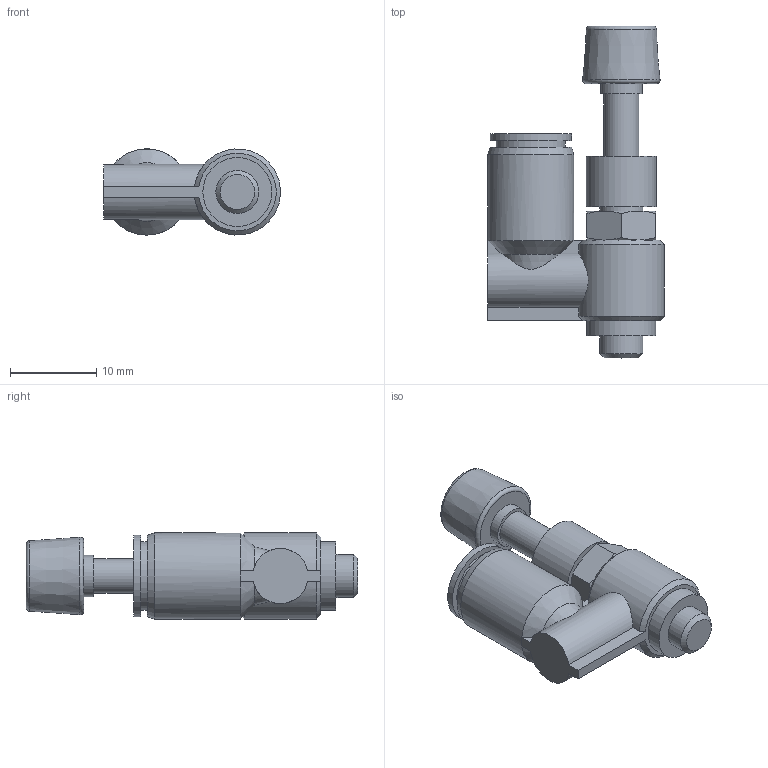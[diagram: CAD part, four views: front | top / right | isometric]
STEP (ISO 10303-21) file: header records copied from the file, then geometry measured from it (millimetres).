
FILE_DESCRIPTION(/* description */ ('STEP AP214'),/* implementation_level */ '2;1');
FILE_NAME(/* name */ '153510_LRL-M5-QS-4',/* time_stamp */ '2024-09-04T23:20:54+02:00',/* author */ ('License CC BY-ND 4.0'),/* organization */ ('CADENAS'),/* preprocessor_version */ 'ST-DEVELOPER v19.3',/* originating_system */ 'PARTsolutions',/* authorisation */ ' ');
FILE_SCHEMA (('AUTOMOTIVE_DESIGN {1 0 10303 214 3 1 1}'));
Length unit declared in the file: millimetre
Products named in the file (1): 153510 LRL-M5-QS-4---(0)
Bounding box: 20.48 x 38.5 x 10 mm (x, y, z)
Volume: 3098.9 mm3; surface area: 2169.4 mm2
Topology: 1 solids, 1 shells, 69 faces, 151 edges, 95 vertices
Faces by surface type: plane 31, cone 21, cylinder 15, torus 2
Full cylindrical faces by diameter (mm): 4 x1, 4.05 x1, 4.8 x1, 5 x2, 8 x2, 8.1 x1, 9.44 x1, 10 x1
Entity records: 1891 total; most frequent: CARTESIAN_POINT 455, DIRECTION 283, ORIENTED_EDGE 268, EDGE_CURVE 134, AXIS2_PLACEMENT_3D 121, EDGE_LOOP 95, FACE_BOUND 95, VERTEX_POINT 93
